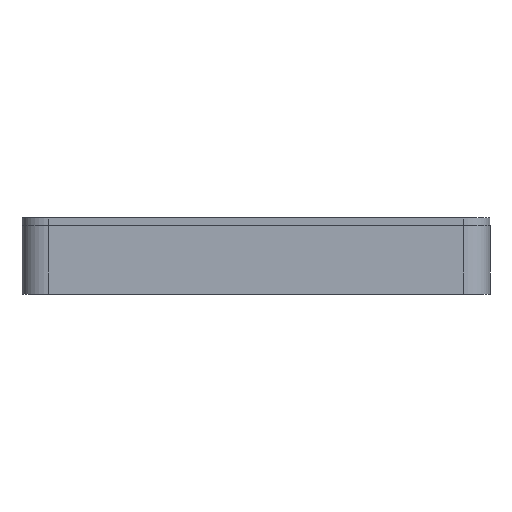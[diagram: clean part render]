
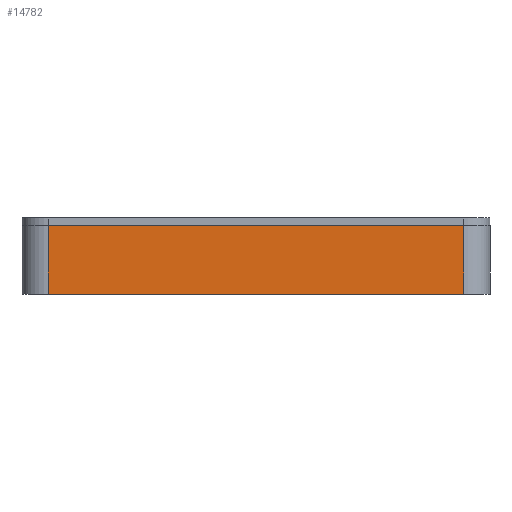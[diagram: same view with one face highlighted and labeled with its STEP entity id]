
A CAD part, left-side view. The second image highlights one B-rep face of the part: STEP entity #14782.
In plain terms, the highlighted planar face has unit normal (-1, 0, 0).
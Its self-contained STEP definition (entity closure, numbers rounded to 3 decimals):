
#579=FACE_OUTER_BOUND('',#1037,.T.);
#1037=EDGE_LOOP('',(#14163,#14164,#14165,#14166));
#3143=LINE('',#24985,#5256);
#3145=LINE('',#24991,#5258);
#3146=LINE('',#24993,#5259);
#3147=LINE('',#24994,#5260);
#5256=VECTOR('',#19455,10.);
#5258=VECTOR('',#19461,10.);
#5259=VECTOR('',#19462,10.);
#5260=VECTOR('',#19463,10.);
#8428=VERTEX_POINT('',#24982);
#8429=VERTEX_POINT('',#24984);
#8431=VERTEX_POINT('',#24990);
#8432=VERTEX_POINT('',#24992);
#11114=EDGE_CURVE('',#8428,#8429,#3143,.T.);
#11117=EDGE_CURVE('',#8431,#8428,#3145,.T.);
#11118=EDGE_CURVE('',#8432,#8431,#3146,.T.);
#11119=EDGE_CURVE('',#8429,#8432,#3147,.T.);
#14163=ORIENTED_EDGE('',*,*,#11114,.F.);
#14164=ORIENTED_EDGE('',*,*,#11117,.F.);
#14165=ORIENTED_EDGE('',*,*,#11118,.F.);
#14166=ORIENTED_EDGE('',*,*,#11119,.F.);
#14418=PLANE('',#15783);
#14782=ADVANCED_FACE('',(#579),#14418,.T.);
#15783=AXIS2_PLACEMENT_3D('',#24989,#19459,#19460);
#19455=DIRECTION('',(0.,0.,-1.));
#19459=DIRECTION('center_axis',(-1.,0.,0.));
#19460=DIRECTION('ref_axis',(0.,-1.,0.));
#19461=DIRECTION('',(0.,-1.,0.));
#19462=DIRECTION('',(0.,0.,1.));
#19463=DIRECTION('',(0.,1.,0.));
#24982=CARTESIAN_POINT('',(-30.017,-61.536,13.));
#24984=CARTESIAN_POINT('',(-30.017,-61.536,0.));
#24985=CARTESIAN_POINT('',(-30.017,-61.536,0.));
#24989=CARTESIAN_POINT('Origin',(-30.017,22.52,0.));
#24990=CARTESIAN_POINT('',(-30.017,17.52,13.));
#24991=CARTESIAN_POINT('',(-30.017,-66.536,13.));
#24992=CARTESIAN_POINT('',(-30.017,17.52,0.));
#24993=CARTESIAN_POINT('',(-30.017,17.52,0.));
#24994=CARTESIAN_POINT('',(-30.017,-66.536,0.));
